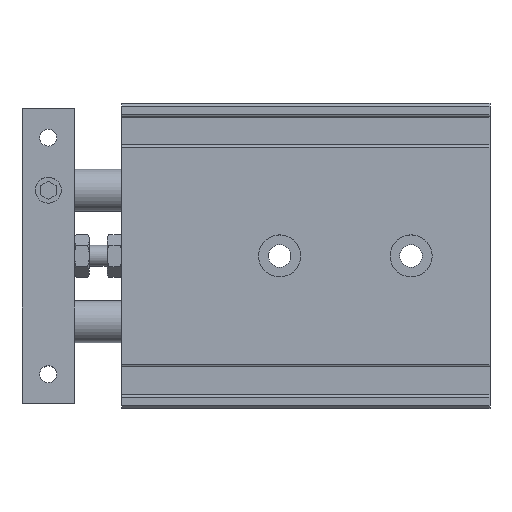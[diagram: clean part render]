
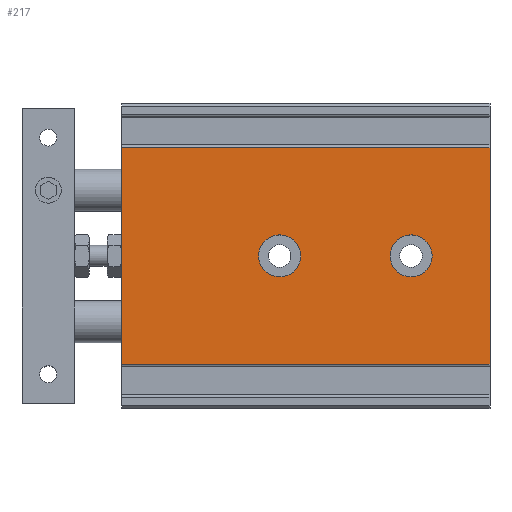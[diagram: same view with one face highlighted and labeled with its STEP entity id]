
A CAD part, top view. The second image highlights one B-rep face of the part: STEP entity #217.
In plain terms, the highlighted planar face has unit normal (0, 0, 1).
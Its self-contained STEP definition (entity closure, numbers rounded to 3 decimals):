
#217 = ADVANCED_FACE( '', ( #440, #441, #442 ), #443, .F. );
#440 = FACE_BOUND( '', #946, .T. );
#441 = FACE_BOUND( '', #947, .T. );
#442 = FACE_OUTER_BOUND( '', #948, .T. );
#443 = PLANE( '', #949 );
#946 = EDGE_LOOP( '', ( #1494 ) );
#947 = EDGE_LOOP( '', ( #1495 ) );
#948 = EDGE_LOOP( '', ( #1496, #1497, #1498, #1499 ) );
#949 = AXIS2_PLACEMENT_3D( '', #1500, #1501, #1502 );
#1494 = ORIENTED_EDGE( '', *, *, #2918, .F. );
#1495 = ORIENTED_EDGE( '', *, *, #2916, .F. );
#1496 = ORIENTED_EDGE( '', *, *, #2919, .T. );
#1497 = ORIENTED_EDGE( '', *, *, #2920, .F. );
#1498 = ORIENTED_EDGE( '', *, *, #2921, .F. );
#1499 = ORIENTED_EDGE( '', *, *, #2922, .T. );
#1500 = CARTESIAN_POINT( '', ( 70., 20.6, 10. ) );
#1501 = DIRECTION( '', ( 0., 0., -1. ) );
#1502 = DIRECTION( '', ( -1., 0., 0. ) );
#2916 = EDGE_CURVE( '', #3366, #3366, #3367, .T. );
#2918 = EDGE_CURVE( '', #3370, #3370, #3371, .T. );
#2919 = EDGE_CURVE( '', #3372, #3373, #3374, .T. );
#2920 = EDGE_CURVE( '', #3375, #3373, #3376, .T. );
#2921 = EDGE_CURVE( '', #3377, #3375, #3378, .T. );
#2922 = EDGE_CURVE( '', #3377, #3372, #3379, .T. );
#3366 = VERTEX_POINT( '', #4139 );
#3367 = CIRCLE( '', #4140, 4. );
#3370 = VERTEX_POINT( '', #4143 );
#3371 = CIRCLE( '', #4144, 4. );
#3372 = VERTEX_POINT( '', #4145 );
#3373 = VERTEX_POINT( '', #4146 );
#3374 = LINE( '', #4147, #4148 );
#3375 = VERTEX_POINT( '', #4149 );
#3376 = LINE( '', #4150, #4151 );
#3377 = VERTEX_POINT( '', #4152 );
#3378 = LINE( '', #4153, #4154 );
#3379 = LINE( '', #4155, #4156 );
#4139 = CARTESIAN_POINT( '', ( 34., 0., 10. ) );
#4140 = AXIS2_PLACEMENT_3D( '', #5483, #5484, #5485 );
#4143 = CARTESIAN_POINT( '', ( 59., 0., 10. ) );
#4144 = AXIS2_PLACEMENT_3D( '', #5489, #5490, #5491 );
#4145 = CARTESIAN_POINT( '', ( 0., 20.6, 10. ) );
#4146 = CARTESIAN_POINT( '', ( 0., -20.6, 10. ) );
#4147 = CARTESIAN_POINT( '', ( 0., 20.6, 10. ) );
#4148 = VECTOR( '', #5492, 1000. );
#4149 = CARTESIAN_POINT( '', ( 70., -20.6, 10. ) );
#4150 = CARTESIAN_POINT( '', ( 70., -20.6, 10. ) );
#4151 = VECTOR( '', #5493, 1000. );
#4152 = CARTESIAN_POINT( '', ( 70., 20.6, 10. ) );
#4153 = CARTESIAN_POINT( '', ( 70., 20.6, 10. ) );
#4154 = VECTOR( '', #5494, 1000. );
#4155 = CARTESIAN_POINT( '', ( 70., 20.6, 10. ) );
#4156 = VECTOR( '', #5495, 1000. );
#5483 = CARTESIAN_POINT( '', ( 30., 0., 10. ) );
#5484 = DIRECTION( '', ( 0., 0., 1. ) );
#5485 = DIRECTION( '', ( 1., 0., 0. ) );
#5489 = CARTESIAN_POINT( '', ( 55., 0., 10. ) );
#5490 = DIRECTION( '', ( 0., 0., 1. ) );
#5491 = DIRECTION( '', ( 1., 0., 0. ) );
#5492 = DIRECTION( '', ( 0., -1., 0. ) );
#5493 = DIRECTION( '', ( -1., 0., 0. ) );
#5494 = DIRECTION( '', ( 0., -1., 0. ) );
#5495 = DIRECTION( '', ( -1., 0., 0. ) );
